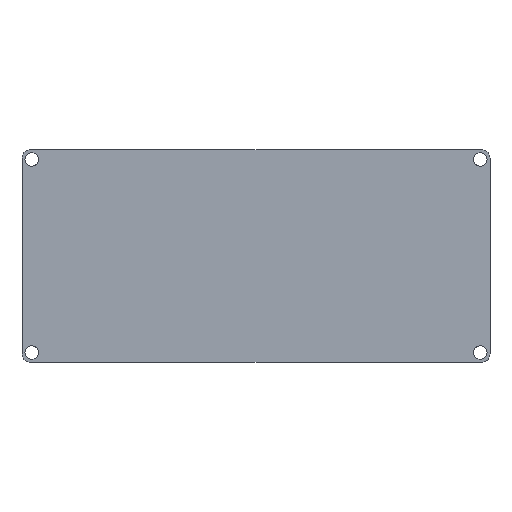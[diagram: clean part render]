
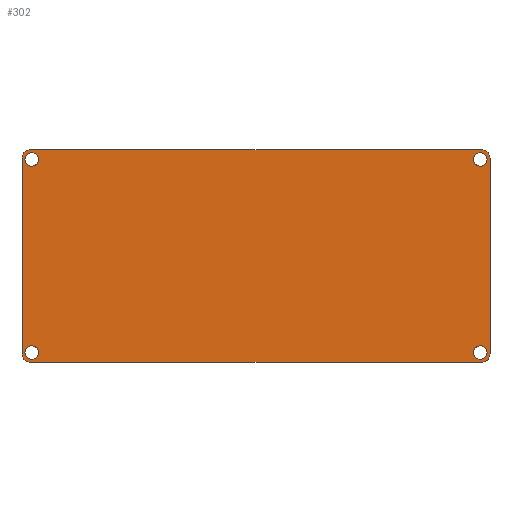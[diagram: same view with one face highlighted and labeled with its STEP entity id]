
A CAD part, front view. The second image highlights one B-rep face of the part: STEP entity #302.
In plain terms, the highlighted planar face has unit normal (0, -1, 0).
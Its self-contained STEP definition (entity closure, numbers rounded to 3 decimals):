
#23=FACE_BOUND('',#69,.T.);
#24=FACE_BOUND('',#70,.T.);
#25=FACE_BOUND('',#71,.T.);
#26=FACE_BOUND('',#72,.T.);
#27=LINE('',#472,#39);
#28=LINE('',#476,#40);
#29=LINE('',#480,#41);
#30=LINE('',#483,#42);
#39=VECTOR('',#377,10.);
#40=VECTOR('',#380,10.);
#41=VECTOR('',#383,10.);
#42=VECTOR('',#386,10.);
#51=PLANE('',#333);
#54=FACE_OUTER_BOUND('',#68,.T.);
#68=EDGE_LOOP('',(#205,#206,#207,#208,#209,#210,#211,#212));
#69=EDGE_LOOP('',(#213));
#70=EDGE_LOOP('',(#214));
#71=EDGE_LOOP('',(#215));
#72=EDGE_LOOP('',(#216));
#99=CIRCLE('',#330,1.);
#102=CIRCLE('',#334,1.);
#103=CIRCLE('',#335,1.);
#104=CIRCLE('',#336,1.);
#105=CIRCLE('',#337,0.8);
#106=CIRCLE('',#338,0.8);
#107=CIRCLE('',#339,0.8);
#108=CIRCLE('',#340,0.8);
#121=VERTEX_POINT('',#453);
#122=VERTEX_POINT('',#454);
#125=VERTEX_POINT('',#471);
#126=VERTEX_POINT('',#473);
#127=VERTEX_POINT('',#475);
#128=VERTEX_POINT('',#477);
#129=VERTEX_POINT('',#479);
#130=VERTEX_POINT('',#481);
#131=VERTEX_POINT('',#484);
#132=VERTEX_POINT('',#486);
#133=VERTEX_POINT('',#488);
#134=VERTEX_POINT('',#490);
#153=EDGE_CURVE('',#121,#122,#99,.T.);
#157=EDGE_CURVE('',#121,#125,#27,.T.);
#158=EDGE_CURVE('',#126,#125,#102,.T.);
#159=EDGE_CURVE('',#126,#127,#28,.T.);
#160=EDGE_CURVE('',#128,#127,#103,.T.);
#161=EDGE_CURVE('',#128,#129,#29,.T.);
#162=EDGE_CURVE('',#130,#129,#104,.T.);
#163=EDGE_CURVE('',#130,#122,#30,.T.);
#164=EDGE_CURVE('',#131,#131,#105,.T.);
#165=EDGE_CURVE('',#132,#132,#106,.T.);
#166=EDGE_CURVE('',#133,#133,#107,.T.);
#167=EDGE_CURVE('',#134,#134,#108,.T.);
#205=ORIENTED_EDGE('',*,*,#153,.F.);
#206=ORIENTED_EDGE('',*,*,#157,.T.);
#207=ORIENTED_EDGE('',*,*,#158,.F.);
#208=ORIENTED_EDGE('',*,*,#159,.T.);
#209=ORIENTED_EDGE('',*,*,#160,.F.);
#210=ORIENTED_EDGE('',*,*,#161,.T.);
#211=ORIENTED_EDGE('',*,*,#162,.F.);
#212=ORIENTED_EDGE('',*,*,#163,.T.);
#213=ORIENTED_EDGE('',*,*,#164,.T.);
#214=ORIENTED_EDGE('',*,*,#165,.T.);
#215=ORIENTED_EDGE('',*,*,#166,.T.);
#216=ORIENTED_EDGE('',*,*,#167,.T.);
#302=ADVANCED_FACE('',(#54,#23,#24,#25,#26),#51,.F.);
#330=AXIS2_PLACEMENT_3D('',#455,#369,#370);
#333=AXIS2_PLACEMENT_3D('',#470,#375,#376);
#334=AXIS2_PLACEMENT_3D('',#474,#378,#379);
#335=AXIS2_PLACEMENT_3D('',#478,#381,#382);
#336=AXIS2_PLACEMENT_3D('',#482,#384,#385);
#337=AXIS2_PLACEMENT_3D('',#485,#387,#388);
#338=AXIS2_PLACEMENT_3D('',#487,#389,#390);
#339=AXIS2_PLACEMENT_3D('',#489,#391,#392);
#340=AXIS2_PLACEMENT_3D('',#491,#393,#394);
#369=DIRECTION('center_axis',(0.,1.,0.));
#370=DIRECTION('ref_axis',(0.,0.,1.));
#375=DIRECTION('center_axis',(0.,1.,0.));
#376=DIRECTION('ref_axis',(1.,0.,0.));
#377=DIRECTION('',(1.,0.,0.));
#378=DIRECTION('center_axis',(0.,1.,0.));
#379=DIRECTION('ref_axis',(0.,0.,1.));
#380=DIRECTION('',(0.,0.,1.));
#381=DIRECTION('center_axis',(0.,1.,0.));
#382=DIRECTION('ref_axis',(0.,0.,1.));
#383=DIRECTION('',(-1.,0.,0.));
#384=DIRECTION('center_axis',(0.,1.,0.));
#385=DIRECTION('ref_axis',(0.,0.,1.));
#386=DIRECTION('',(0.,0.,-1.));
#387=DIRECTION('center_axis',(0.,1.,0.));
#388=DIRECTION('ref_axis',(-1.,0.,0.));
#389=DIRECTION('center_axis',(0.,1.,0.));
#390=DIRECTION('ref_axis',(-1.,0.,0.));
#391=DIRECTION('center_axis',(0.,1.,0.));
#392=DIRECTION('ref_axis',(-1.,0.,0.));
#393=DIRECTION('center_axis',(0.,1.,0.));
#394=DIRECTION('ref_axis',(-1.,0.,0.));
#453=CARTESIAN_POINT('',(-38.539,0.,-27.165));
#454=CARTESIAN_POINT('',(-39.539,0.,-26.165));
#455=CARTESIAN_POINT('Origin',(-38.539,0.,-26.165));
#470=CARTESIAN_POINT('Origin',(-12.039,0.,-14.665));
#471=CARTESIAN_POINT('',(14.461,0.,-27.165));
#472=CARTESIAN_POINT('',(-39.539,0.,-27.165));
#473=CARTESIAN_POINT('',(15.461,0.,-26.165));
#474=CARTESIAN_POINT('Origin',(14.461,0.,-26.165));
#475=CARTESIAN_POINT('',(15.461,0.,-3.165));
#476=CARTESIAN_POINT('',(15.461,0.,-27.165));
#477=CARTESIAN_POINT('',(14.461,0.,-2.165));
#478=CARTESIAN_POINT('Origin',(14.461,0.,-3.165));
#479=CARTESIAN_POINT('',(-38.539,0.,-2.165));
#480=CARTESIAN_POINT('',(15.461,0.,-2.165));
#481=CARTESIAN_POINT('',(-39.539,0.,-3.165));
#482=CARTESIAN_POINT('Origin',(-38.539,0.,-3.165));
#483=CARTESIAN_POINT('',(-39.539,0.,-2.165));
#484=CARTESIAN_POINT('',(-37.589,0.,-26.015));
#485=CARTESIAN_POINT('Origin',(-38.389,0.,-26.015));
#486=CARTESIAN_POINT('',(15.111,0.,-26.015));
#487=CARTESIAN_POINT('Origin',(14.311,0.,-26.015));
#488=CARTESIAN_POINT('',(-37.589,0.,-3.315));
#489=CARTESIAN_POINT('Origin',(-38.389,0.,-3.315));
#490=CARTESIAN_POINT('',(15.111,0.,-3.315));
#491=CARTESIAN_POINT('Origin',(14.311,0.,-3.315));
